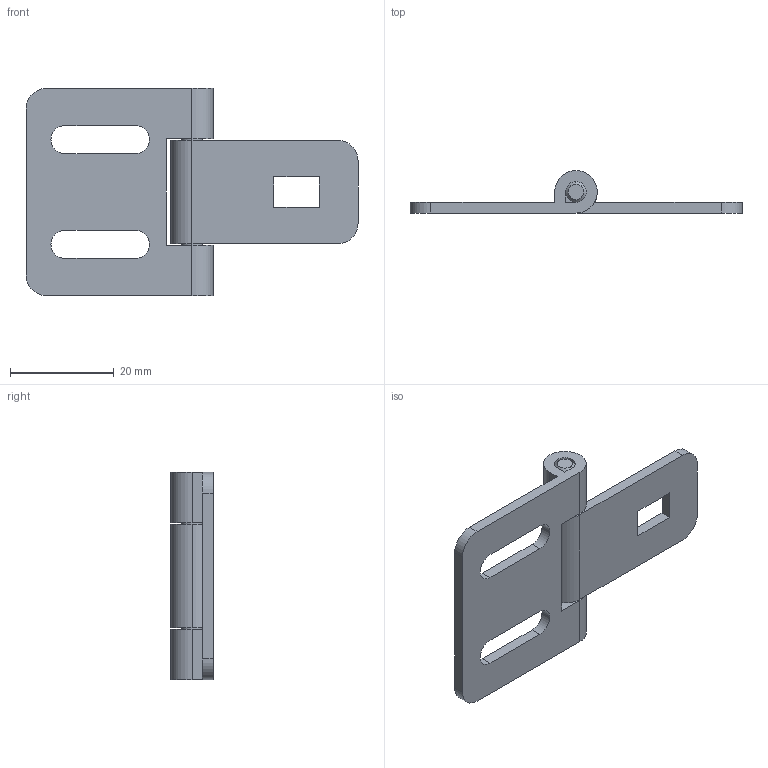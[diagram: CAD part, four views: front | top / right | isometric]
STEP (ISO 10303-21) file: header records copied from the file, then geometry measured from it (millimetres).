
FILE_DESCRIPTION(('STEP AP214'),'1');
FILE_NAME('fath_095990s.stp','2017-07-12T13:44:21',('TraceParts'),('TraceParts S.A.'),'Spatial InterOp 3D',' ',' ');
FILE_SCHEMA(('automotive_design'));
Length unit declared in the file: millimetre
Products named in the file (3): fath_095990s_1; fath_095990s_2; fath_095990s_3
Bounding box: 64 x 8.2 x 40 mm (x, y, z)
Volume: 5145.6 mm3; surface area: 5744.7 mm2
Topology: 3 solids, 3 shells, 60 faces, 158 edges, 104 vertices
Faces by surface type: plane 29, cylinder 27, cone 4
Entity records: 2443 total; most frequent: DIRECTION 342, CARTESIAN_POINT 325, ORIENTED_EDGE 316, EDGE_CURVE 158, AXIS2_PLACEMENT_3D 121, VERTEX_POINT 104, LINE 100, VECTOR 100
